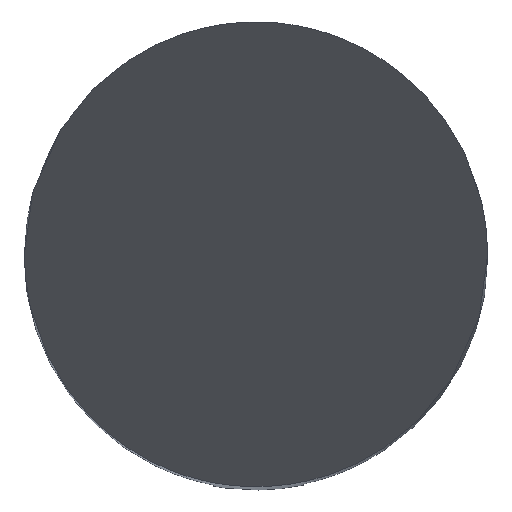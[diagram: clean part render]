
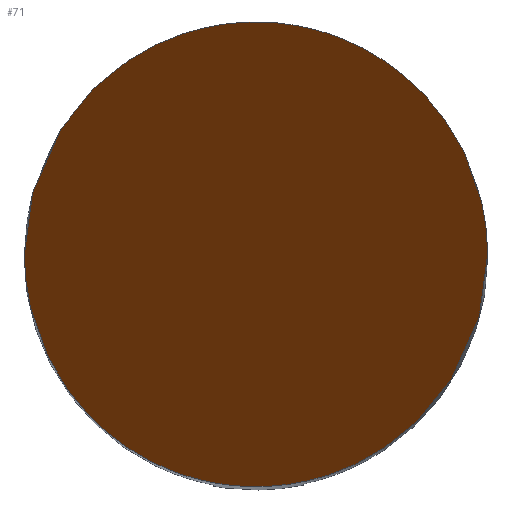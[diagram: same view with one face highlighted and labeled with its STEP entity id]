
A CAD part, top view. The second image highlights one B-rep face of the part: STEP entity #71.
In plain terms, the highlighted planar face has unit normal (0, -0.866, 0.5).
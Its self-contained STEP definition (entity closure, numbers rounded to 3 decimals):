
#56=PLANE('',#640);
#71=ADVANCED_FACE('FLCHE2',(#113),#56,.F.);
#113=FACE_OUTER_BOUND('',#146,.T.);
#146=EDGE_LOOP('',(#310,#311));
#310=ORIENTED_EDGE('',*,*,#497,.F.);
#311=ORIENTED_EDGE('',*,*,#507,.F.);
#443=VERTEX_POINT('',#829);
#444=VERTEX_POINT('',#830);
#497=EDGE_CURVE('',#443,#444,#588,.T.);
#507=EDGE_CURVE('',#444,#443,#590,.T.);
#588=(
BOUNDED_CURVE()
B_SPLINE_CURVE(3,(#825,#826,#827,#828),.UNSPECIFIED.,.F.,.F.)
B_SPLINE_CURVE_WITH_KNOTS((4,4),(0.,1.),.UNSPECIFIED.)
CURVE()
GEOMETRIC_REPRESENTATION_ITEM()
RATIONAL_B_SPLINE_CURVE((1.,0.333,0.333,1.))
REPRESENTATION_ITEM('')
);
#590=(
BOUNDED_CURVE()
B_SPLINE_CURVE(3,(#882,#883,#884,#885),.UNSPECIFIED.,.F.,.F.)
B_SPLINE_CURVE_WITH_KNOTS((4,4),(0.,1.),.UNSPECIFIED.)
CURVE()
GEOMETRIC_REPRESENTATION_ITEM()
RATIONAL_B_SPLINE_CURVE((1.,0.333,0.333,1.))
REPRESENTATION_ITEM('')
);
#640=AXIS2_PLACEMENT_3D('',#962,#701,#702);
#701=DIRECTION('',(0.,0.866,-0.5));
#702=DIRECTION('',(0.,0.5,0.866));
#825=CARTESIAN_POINT('',(-4.,0.,0.));
#826=CARTESIAN_POINT('',(-4.,8.,13.856));
#827=CARTESIAN_POINT('',(4.,8.,13.856));
#828=CARTESIAN_POINT('',(4.,0.,0.));
#829=CARTESIAN_POINT('',(-4.,0.,0.));
#830=CARTESIAN_POINT('',(4.,0.,0.));
#882=CARTESIAN_POINT('',(4.,0.,0.));
#883=CARTESIAN_POINT('',(4.,-8.,-13.856));
#884=CARTESIAN_POINT('',(-4.,-8.,-13.856));
#885=CARTESIAN_POINT('',(-4.,0.,0.));
#962=CARTESIAN_POINT('',(4.,4.,6.928));
